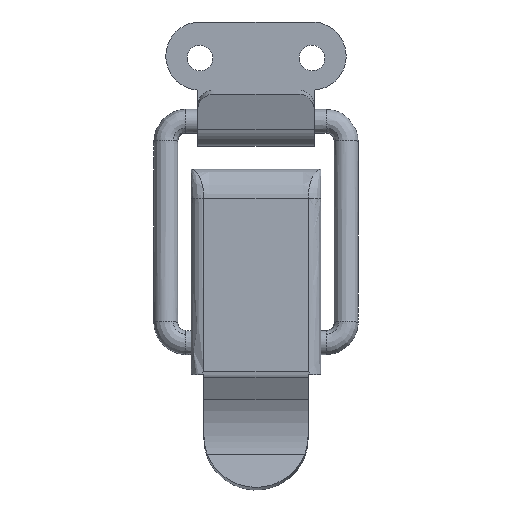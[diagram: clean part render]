
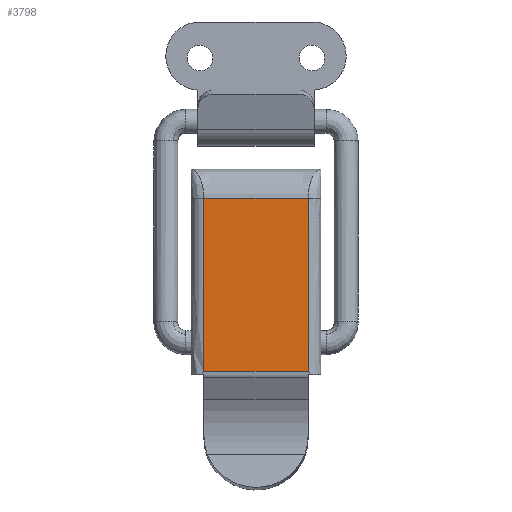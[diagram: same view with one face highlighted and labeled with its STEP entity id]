
A CAD part, front view. The second image highlights one B-rep face of the part: STEP entity #3798.
In plain terms, the highlighted free-form (B-spline) face has degree [1, 1] with [2, 2] control points.
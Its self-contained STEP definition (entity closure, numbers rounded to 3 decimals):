
#430=CARTESIAN_POINT('',(6.5,-6.0,-3.586));
#431=VERTEX_POINT('',#430);
#447=CARTESIAN_POINT('',(-6.5,-6.0,-3.586));
#448=VERTEX_POINT('',#447);
#449=CARTESIAN_POINT('',(-6.5,-6.0,-3.586));
#450=CARTESIAN_POINT('',(6.5,-6.0,-3.586));
#451=QUASI_UNIFORM_CURVE('',1,(#449,#450),.UNSPECIFIED.,.F.,.U.);
#452=EDGE_CURVE('',#448,#431,#451,.T.);
#762=CARTESIAN_POINT('',(-6.5,-6.0,18.0));
#763=VERTEX_POINT('',#762);
#1020=CARTESIAN_POINT('',(-6.5,-6.0,18.0));
#1021=CARTESIAN_POINT('',(-6.5,-6.0,-3.586));
#1022=QUASI_UNIFORM_CURVE('',1,(#1020,#1021),.UNSPECIFIED.,.F.,.U.);
#1023=EDGE_CURVE('',#763,#448,#1022,.T.);
#1178=CARTESIAN_POINT('',(6.5,-6.0,18.0));
#1179=VERTEX_POINT('',#1178);
#1236=CARTESIAN_POINT('',(6.5,-6.0,-3.586));
#1237=CARTESIAN_POINT('',(6.5,-6.0,18.0));
#1238=QUASI_UNIFORM_CURVE('',1,(#1236,#1237),.UNSPECIFIED.,.F.,.U.);
#1239=EDGE_CURVE('',#431,#1179,#1238,.T.);
#3772=CARTESIAN_POINT('',(6.5,-6.0,18.0));
#3773=CARTESIAN_POINT('',(-6.5,-6.0,18.0));
#3774=QUASI_UNIFORM_CURVE('',1,(#3772,#3773),.UNSPECIFIED.,.F.,.U.);
#3775=EDGE_CURVE('',#1179,#763,#3774,.T.);
#3787=CARTESIAN_POINT('',(-7.149,-6.0,19.078));
#3788=CARTESIAN_POINT('',(-7.149,-6.0,-4.665));
#3789=CARTESIAN_POINT('',(7.149,-6.0,19.078));
#3790=CARTESIAN_POINT('',(7.149,-6.0,-4.665));
#3791=B_SPLINE_SURFACE_WITH_KNOTS('',1,1,((#3787,#3789),(#3788,#3790)),.UNSPECIFIED.,.F.,.F.,.U.,(2,2),(2,2),(0.0,23.743),(0.0,14.299),.UNSPECIFIED.);
#3792=ORIENTED_EDGE('',*,*,#1023,.T.);
#3793=ORIENTED_EDGE('',*,*,#452,.T.);
#3794=ORIENTED_EDGE('',*,*,#1239,.T.);
#3795=ORIENTED_EDGE('',*,*,#3775,.T.);
#3796=EDGE_LOOP('',(#3792,#3793,#3794,#3795));
#3797=FACE_OUTER_BOUND('',#3796,.T.);
#3798=ADVANCED_FACE('',(#3797),#3791,.T.);
